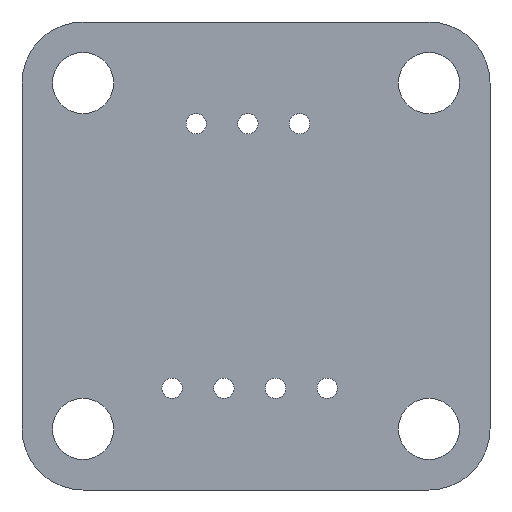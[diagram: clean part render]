
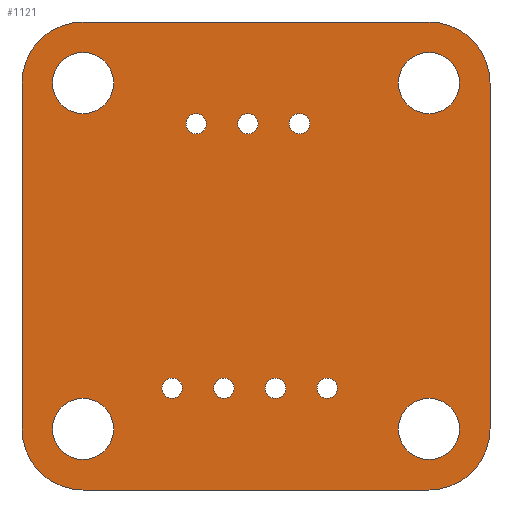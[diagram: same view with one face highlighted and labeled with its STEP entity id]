
A CAD part, front view. The second image highlights one B-rep face of the part: STEP entity #1121.
In plain terms, the highlighted planar face has unit normal (0, -1, 0).
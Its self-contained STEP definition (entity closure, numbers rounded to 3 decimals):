
#32=FACE_BOUND('',#218,.T.);
#33=FACE_BOUND('',#219,.T.);
#34=FACE_BOUND('',#220,.T.);
#35=FACE_BOUND('',#221,.T.);
#36=FACE_BOUND('',#222,.T.);
#37=FACE_BOUND('',#223,.T.);
#38=FACE_BOUND('',#224,.T.);
#39=FACE_BOUND('',#225,.T.);
#40=FACE_BOUND('',#226,.T.);
#41=FACE_BOUND('',#227,.T.);
#42=FACE_BOUND('',#228,.T.);
#43=CIRCLE('',#1172,0.5);
#45=CIRCLE('',#1175,1.5);
#47=CIRCLE('',#1178,1.5);
#49=CIRCLE('',#1181,1.5);
#51=CIRCLE('',#1184,1.5);
#53=CIRCLE('',#1187,0.5);
#55=CIRCLE('',#1190,0.5);
#57=CIRCLE('',#1193,0.5);
#59=CIRCLE('',#1196,0.5);
#61=CIRCLE('',#1199,0.5);
#63=CIRCLE('',#1202,0.5);
#66=CIRCLE('',#1207,3.);
#68=CIRCLE('',#1211,3.);
#70=CIRCLE('',#1215,3.);
#72=CIRCLE('',#1219,3.);
#143=FACE_OUTER_BOUND('',#217,.T.);
#217=EDGE_LOOP('',(#949,#950,#951,#952,#953,#954,#955,#956));
#218=EDGE_LOOP('',(#957));
#219=EDGE_LOOP('',(#958));
#220=EDGE_LOOP('',(#959));
#221=EDGE_LOOP('',(#960));
#222=EDGE_LOOP('',(#961));
#223=EDGE_LOOP('',(#962));
#224=EDGE_LOOP('',(#963));
#225=EDGE_LOOP('',(#964));
#226=EDGE_LOOP('',(#965));
#227=EDGE_LOOP('',(#966));
#228=EDGE_LOOP('',(#967));
#326=LINE('',#1756,#437);
#330=LINE('',#1768,#441);
#334=LINE('',#1780,#445);
#338=LINE('',#1792,#449);
#437=VECTOR('',#1459,10.);
#441=VECTOR('',#1471,10.);
#445=VECTOR('',#1483,10.);
#449=VECTOR('',#1495,10.);
#507=VERTEX_POINT('',#1684);
#509=VERTEX_POINT('',#1690);
#511=VERTEX_POINT('',#1696);
#513=VERTEX_POINT('',#1702);
#515=VERTEX_POINT('',#1708);
#517=VERTEX_POINT('',#1714);
#519=VERTEX_POINT('',#1720);
#521=VERTEX_POINT('',#1726);
#523=VERTEX_POINT('',#1732);
#525=VERTEX_POINT('',#1738);
#527=VERTEX_POINT('',#1744);
#531=VERTEX_POINT('',#1753);
#532=VERTEX_POINT('',#1755);
#534=VERTEX_POINT('',#1761);
#536=VERTEX_POINT('',#1767);
#538=VERTEX_POINT('',#1773);
#540=VERTEX_POINT('',#1779);
#542=VERTEX_POINT('',#1785);
#544=VERTEX_POINT('',#1791);
#629=EDGE_CURVE('',#507,#507,#43,.T.);
#632=EDGE_CURVE('',#509,#509,#45,.T.);
#635=EDGE_CURVE('',#511,#511,#47,.T.);
#638=EDGE_CURVE('',#513,#513,#49,.T.);
#641=EDGE_CURVE('',#515,#515,#51,.T.);
#644=EDGE_CURVE('',#517,#517,#53,.T.);
#647=EDGE_CURVE('',#519,#519,#55,.T.);
#650=EDGE_CURVE('',#521,#521,#57,.T.);
#653=EDGE_CURVE('',#523,#523,#59,.T.);
#656=EDGE_CURVE('',#525,#525,#61,.T.);
#659=EDGE_CURVE('',#527,#527,#63,.T.);
#664=EDGE_CURVE('',#532,#531,#326,.T.);
#667=EDGE_CURVE('',#534,#532,#66,.T.);
#670=EDGE_CURVE('',#536,#534,#330,.T.);
#673=EDGE_CURVE('',#538,#536,#68,.T.);
#676=EDGE_CURVE('',#540,#538,#334,.T.);
#679=EDGE_CURVE('',#542,#540,#70,.T.);
#682=EDGE_CURVE('',#544,#542,#338,.T.);
#685=EDGE_CURVE('',#531,#544,#72,.T.);
#949=ORIENTED_EDGE('',*,*,#685,.T.);
#950=ORIENTED_EDGE('',*,*,#682,.T.);
#951=ORIENTED_EDGE('',*,*,#679,.T.);
#952=ORIENTED_EDGE('',*,*,#676,.T.);
#953=ORIENTED_EDGE('',*,*,#673,.T.);
#954=ORIENTED_EDGE('',*,*,#670,.T.);
#955=ORIENTED_EDGE('',*,*,#667,.T.);
#956=ORIENTED_EDGE('',*,*,#664,.T.);
#957=ORIENTED_EDGE('',*,*,#659,.T.);
#958=ORIENTED_EDGE('',*,*,#656,.T.);
#959=ORIENTED_EDGE('',*,*,#653,.T.);
#960=ORIENTED_EDGE('',*,*,#650,.T.);
#961=ORIENTED_EDGE('',*,*,#647,.T.);
#962=ORIENTED_EDGE('',*,*,#644,.T.);
#963=ORIENTED_EDGE('',*,*,#641,.T.);
#964=ORIENTED_EDGE('',*,*,#638,.T.);
#965=ORIENTED_EDGE('',*,*,#635,.T.);
#966=ORIENTED_EDGE('',*,*,#632,.T.);
#967=ORIENTED_EDGE('',*,*,#629,.T.);
#1008=PLANE('',#1221);
#1121=ADVANCED_FACE('',(#143,#32,#33,#34,#35,#36,#37,#38,#39,#40,#41,#42),
#1008,.F.);
#1172=AXIS2_PLACEMENT_3D('',#1685,#1380,#1381);
#1175=AXIS2_PLACEMENT_3D('',#1691,#1387,#1388);
#1178=AXIS2_PLACEMENT_3D('',#1697,#1394,#1395);
#1181=AXIS2_PLACEMENT_3D('',#1703,#1401,#1402);
#1184=AXIS2_PLACEMENT_3D('',#1709,#1408,#1409);
#1187=AXIS2_PLACEMENT_3D('',#1715,#1415,#1416);
#1190=AXIS2_PLACEMENT_3D('',#1721,#1422,#1423);
#1193=AXIS2_PLACEMENT_3D('',#1727,#1429,#1430);
#1196=AXIS2_PLACEMENT_3D('',#1733,#1436,#1437);
#1199=AXIS2_PLACEMENT_3D('',#1739,#1443,#1444);
#1202=AXIS2_PLACEMENT_3D('',#1745,#1450,#1451);
#1207=AXIS2_PLACEMENT_3D('',#1762,#1465,#1466);
#1211=AXIS2_PLACEMENT_3D('',#1774,#1477,#1478);
#1215=AXIS2_PLACEMENT_3D('',#1786,#1489,#1490);
#1219=AXIS2_PLACEMENT_3D('',#1796,#1501,#1502);
#1221=AXIS2_PLACEMENT_3D('',#1798,#1505,#1506);
#1380=DIRECTION('center_axis',(0.,1.,0.));
#1381=DIRECTION('ref_axis',(1.,0.,0.));
#1387=DIRECTION('center_axis',(0.,1.,0.));
#1388=DIRECTION('ref_axis',(1.,0.,0.));
#1394=DIRECTION('center_axis',(0.,1.,0.));
#1395=DIRECTION('ref_axis',(1.,0.,0.));
#1401=DIRECTION('center_axis',(0.,1.,0.));
#1402=DIRECTION('ref_axis',(1.,0.,0.));
#1408=DIRECTION('center_axis',(0.,1.,0.));
#1409=DIRECTION('ref_axis',(1.,0.,0.));
#1415=DIRECTION('center_axis',(0.,1.,0.));
#1416=DIRECTION('ref_axis',(1.,0.,0.));
#1422=DIRECTION('center_axis',(0.,1.,0.));
#1423=DIRECTION('ref_axis',(1.,0.,0.));
#1429=DIRECTION('center_axis',(0.,1.,0.));
#1430=DIRECTION('ref_axis',(1.,0.,0.));
#1436=DIRECTION('center_axis',(0.,1.,0.));
#1437=DIRECTION('ref_axis',(1.,0.,0.));
#1443=DIRECTION('center_axis',(0.,1.,0.));
#1444=DIRECTION('ref_axis',(1.,0.,0.));
#1450=DIRECTION('center_axis',(0.,1.,0.));
#1451=DIRECTION('ref_axis',(1.,0.,0.));
#1459=DIRECTION('',(-1.,0.,0.));
#1465=DIRECTION('center_axis',(0.,-1.,0.));
#1466=DIRECTION('ref_axis',(0.,0.,1.));
#1471=DIRECTION('',(0.,0.,1.));
#1477=DIRECTION('center_axis',(0.,-1.,0.));
#1478=DIRECTION('ref_axis',(1.,0.,0.));
#1483=DIRECTION('',(1.,0.,0.));
#1489=DIRECTION('center_axis',(0.,-1.,0.));
#1490=DIRECTION('ref_axis',(0.,0.,-1.));
#1495=DIRECTION('',(0.,0.,-1.));
#1501=DIRECTION('center_axis',(0.,-1.,0.));
#1502=DIRECTION('ref_axis',(-1.,0.,0.));
#1505=DIRECTION('center_axis',(0.,1.,0.));
#1506=DIRECTION('ref_axis',(1.,0.,0.));
#1684=CARTESIAN_POINT('',(-3.44,-1.7,6.5));
#1685=CARTESIAN_POINT('Origin',(-2.94,-1.7,6.5));
#1690=CARTESIAN_POINT('',(-10.,-1.7,-8.5));
#1691=CARTESIAN_POINT('Origin',(-8.5,-1.7,-8.5));
#1696=CARTESIAN_POINT('',(7.,-1.7,-8.5));
#1697=CARTESIAN_POINT('Origin',(8.5,-1.7,-8.5));
#1702=CARTESIAN_POINT('',(7.,-1.7,8.5));
#1703=CARTESIAN_POINT('Origin',(8.5,-1.7,8.5));
#1708=CARTESIAN_POINT('',(-10.,-1.7,8.5));
#1709=CARTESIAN_POINT('Origin',(-8.5,-1.7,8.5));
#1714=CARTESIAN_POINT('',(-4.62,-1.7,-6.5));
#1715=CARTESIAN_POINT('Origin',(-4.12,-1.7,-6.5));
#1720=CARTESIAN_POINT('',(3.,-1.7,-6.5));
#1721=CARTESIAN_POINT('Origin',(3.5,-1.7,-6.5));
#1726=CARTESIAN_POINT('',(0.46,-1.7,-6.5));
#1727=CARTESIAN_POINT('Origin',(0.96,-1.7,-6.5));
#1732=CARTESIAN_POINT('',(-2.08,-1.7,-6.5));
#1733=CARTESIAN_POINT('Origin',(-1.58,-1.7,-6.5));
#1738=CARTESIAN_POINT('',(-0.9,-1.7,6.5));
#1739=CARTESIAN_POINT('Origin',(-0.4,-1.7,6.5));
#1744=CARTESIAN_POINT('',(1.64,-1.7,6.5));
#1745=CARTESIAN_POINT('Origin',(2.14,-1.7,6.5));
#1753=CARTESIAN_POINT('',(-8.5,-1.7,11.5));
#1755=CARTESIAN_POINT('',(8.5,-1.7,11.5));
#1756=CARTESIAN_POINT('',(-8.5,-1.7,11.5));
#1761=CARTESIAN_POINT('',(11.5,-1.7,8.5));
#1762=CARTESIAN_POINT('Origin',(8.5,-1.7,8.5));
#1767=CARTESIAN_POINT('',(11.5,-1.7,-8.5));
#1768=CARTESIAN_POINT('',(11.5,-1.7,8.5));
#1773=CARTESIAN_POINT('',(8.5,-1.7,-11.5));
#1774=CARTESIAN_POINT('Origin',(8.5,-1.7,-8.5));
#1779=CARTESIAN_POINT('',(-8.5,-1.7,-11.5));
#1780=CARTESIAN_POINT('',(8.5,-1.7,-11.5));
#1785=CARTESIAN_POINT('',(-11.5,-1.7,-8.5));
#1786=CARTESIAN_POINT('Origin',(-8.5,-1.7,-8.5));
#1791=CARTESIAN_POINT('',(-11.5,-1.7,8.5));
#1792=CARTESIAN_POINT('',(-11.5,-1.7,-8.5));
#1796=CARTESIAN_POINT('Origin',(-8.5,-1.7,8.5));
#1798=CARTESIAN_POINT('Origin',(0.,-1.7,0.));
